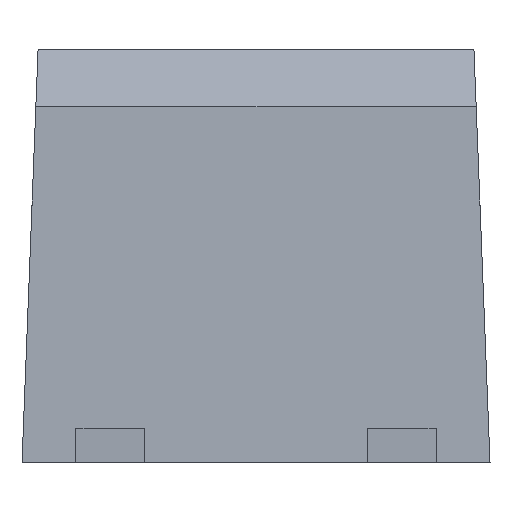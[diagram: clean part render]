
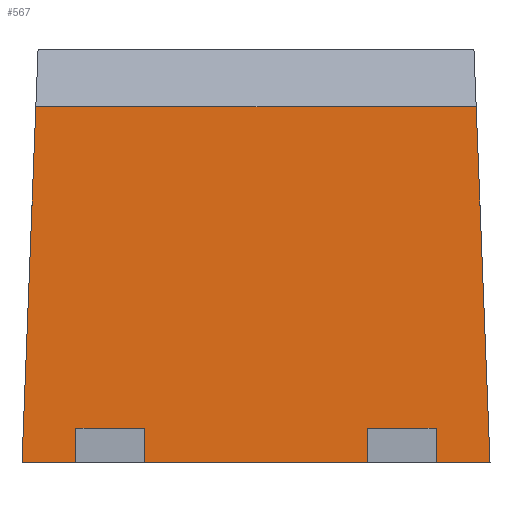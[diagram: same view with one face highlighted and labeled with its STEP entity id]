
A CAD part, left-side view. The second image highlights one B-rep face of the part: STEP entity #567.
In plain terms, the highlighted planar face has unit normal (-0.999, 0, 0.042).
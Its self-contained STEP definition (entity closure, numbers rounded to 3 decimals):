
#70=FACE_OUTER_BOUND('',#109,.T.);
#109=EDGE_LOOP('',(#470,#471,#472,#473));
#173=LINE('',#898,#236);
#176=LINE('',#904,#239);
#177=LINE('',#906,#240);
#178=LINE('',#907,#241);
#236=VECTOR('',#738,1.919);
#239=VECTOR('',#743,1.553);
#240=VECTOR('',#744,2.04);
#241=VECTOR('',#745,1.553);
#285=VERTEX_POINT('',#895);
#286=VERTEX_POINT('',#897);
#288=VERTEX_POINT('',#903);
#289=VERTEX_POINT('',#905);
#349=EDGE_CURVE('',#285,#286,#173,.T.);
#352=EDGE_CURVE('',#288,#285,#176,.T.);
#353=EDGE_CURVE('',#288,#289,#177,.T.);
#354=EDGE_CURVE('',#286,#289,#178,.T.);
#470=ORIENTED_EDGE('',*,*,#349,.F.);
#471=ORIENTED_EDGE('',*,*,#352,.F.);
#472=ORIENTED_EDGE('',*,*,#353,.T.);
#473=ORIENTED_EDGE('',*,*,#354,.F.);
#531=PLANE('',#614);
#567=ADVANCED_FACE('',(#70),#531,.T.);
#614=AXIS2_PLACEMENT_3D('',#902,#741,#742);
#738=DIRECTION('',(0.,-1.,0.));
#741=DIRECTION('center_axis',(-0.999,0.,0.042));
#742=DIRECTION('ref_axis',(0.042,0.,0.999));
#743=DIRECTION('',(0.042,-0.039,0.998));
#744=DIRECTION('',(0.,-1.,0.));
#745=DIRECTION('',(-0.042,-0.039,-0.998));
#895=CARTESIAN_POINT('',(-1.835,0.96,1.55));
#897=CARTESIAN_POINT('',(-1.835,-0.96,1.55));
#898=CARTESIAN_POINT('',(-1.835,0.255,1.55));
#902=CARTESIAN_POINT('Origin',(-1.863,0.51,0.9));
#903=CARTESIAN_POINT('',(-1.9,1.02,0.));
#904=CARTESIAN_POINT('',(-1.86,0.982,0.968));
#905=CARTESIAN_POINT('',(-1.9,-1.02,0.));
#906=CARTESIAN_POINT('',(-1.9,1.02,0.));
#907=CARTESIAN_POINT('',(-1.861,-0.983,0.948));
